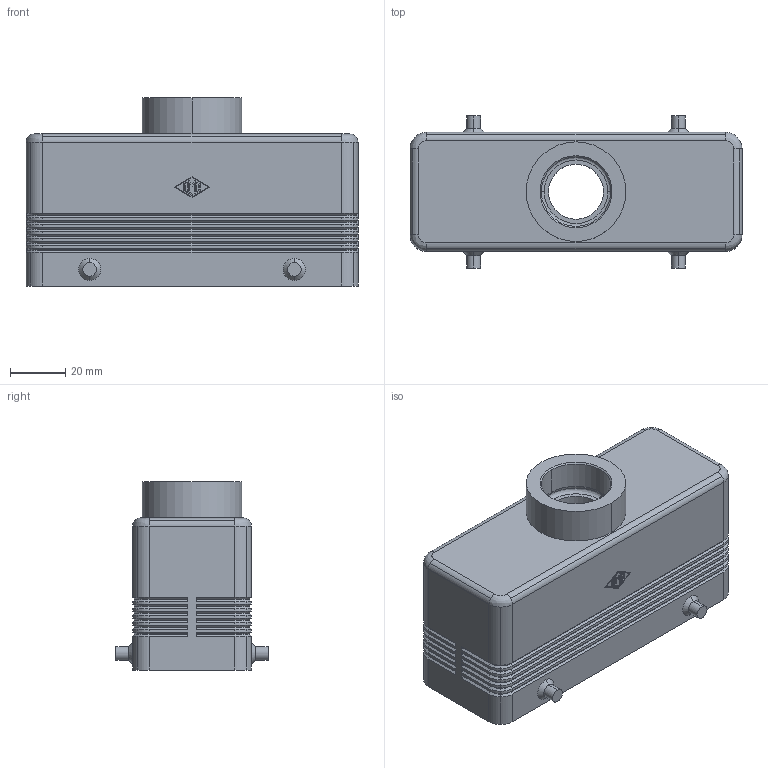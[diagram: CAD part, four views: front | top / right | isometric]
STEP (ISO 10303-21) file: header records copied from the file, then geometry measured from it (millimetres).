
FILE_DESCRIPTION((''),'2;1');
FILE_NAME('MHVS 24.25.stp','2006-12-21T09:13:36',('gembarski'),(''),'Autodesk Inventor 7','Autodesk Inventor 7','');
FILE_SCHEMA(('AUTOMOTIVE_DESIGN { 1 0 10303 214 1 1 1 1 }'));
Length unit declared in the file: millimetre
Products named in the file (1): CHV Tüllengehäuse 2 Bügel für einen Einsatz
Bounding box: 120 x 55 x 68 mm (x, y, z)
Volume: 80438.4 mm3; surface area: 46978.6 mm2
Topology: 1 solids, 1 shells, 488 faces, 1140 edges, 667 vertices
Faces by surface type: plane 181, cylinder 113, cone 102, bspline 92
Entity records: 14509 total; most frequent: CARTESIAN_POINT 3522, DIRECTION 2291, ORIENTED_EDGE 2264, EDGE_CURVE 1132, VECTOR 767, LINE 767, AXIS2_PLACEMENT_3D 762, VERTEX_POINT 667
